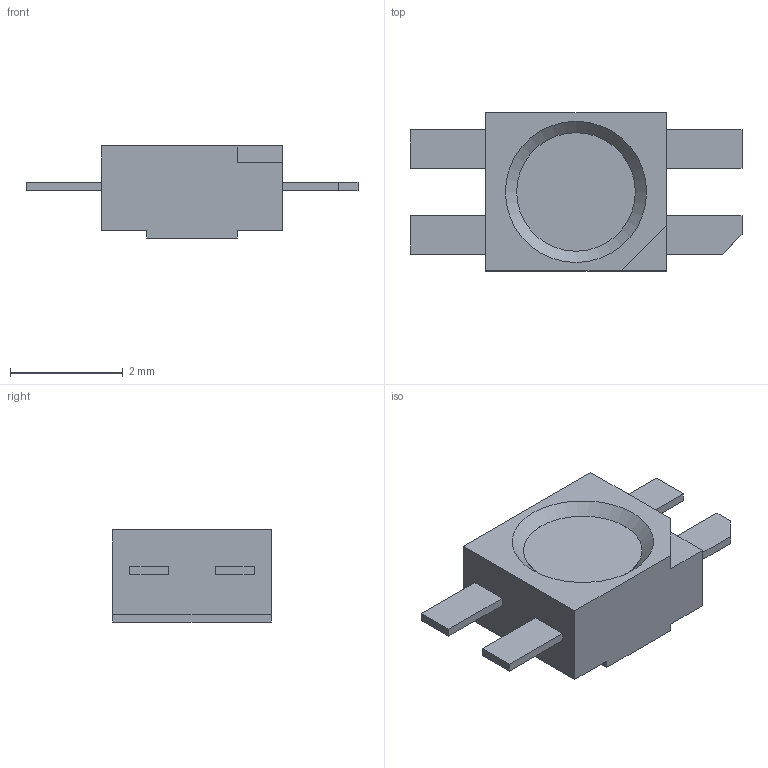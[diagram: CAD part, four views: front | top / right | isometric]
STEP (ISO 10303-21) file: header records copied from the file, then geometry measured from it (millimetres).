
FILE_DESCRIPTION(/* description */ (''),/* implementation_level */ '2;1');
FILE_NAME(/* name */ 'YS-SK6812MINI-E v8.step',/* time_stamp */ '2023-06-25T16:19:55+09:00',/* author */ (''),/* organization */ (''),/* preprocessor_version */ 'ST-DEVELOPER v19.2',/* originating_system */ 'Autodesk Translation Framework v12.6.0.85',/* authorisation */ '');
FILE_SCHEMA (('AUTOMOTIVE_DESIGN { 1 0 10303 214 3 1 1 }'));
Length unit declared in the file: millimetre
Products named in the file (1): YS-SK6812MINI-E
Bounding box: 5.88 x 2.8 x 1.63 mm (x, y, z)
Volume: 13.5 mm3; surface area: 55.8 mm2
Topology: 6 solids, 6 shells, 45 faces, 92 edges, 61 vertices
Faces by surface type: plane 41, cylinder 3, cone 1
Full cylindrical faces by diameter (mm): 1.25 x1, 2.1 x2
Entity records: 1214 total; most frequent: CARTESIAN_POINT 199, DIRECTION 191, ORIENTED_EDGE 184, EDGE_CURVE 92, LINE 85, VECTOR 85, VERTEX_POINT 61, AXIS2_PLACEMENT_3D 53
